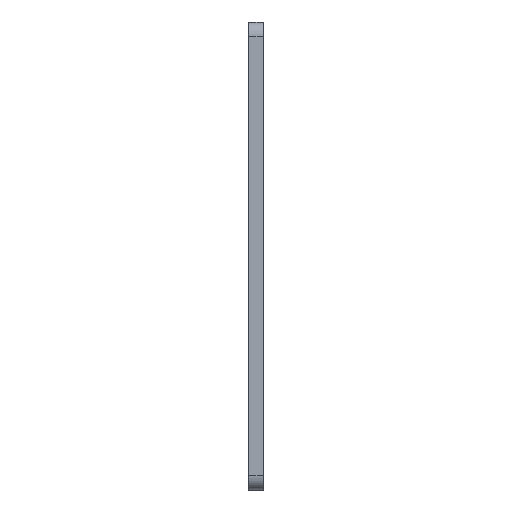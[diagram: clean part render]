
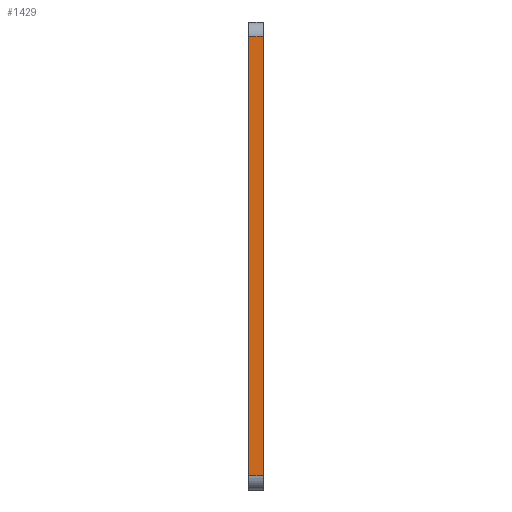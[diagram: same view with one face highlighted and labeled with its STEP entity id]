
A CAD part, left-side view. The second image highlights one B-rep face of the part: STEP entity #1429.
In plain terms, the highlighted planar face has unit normal (-1, 0, 0).
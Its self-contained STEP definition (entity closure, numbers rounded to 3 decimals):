
#17 = CARTESIAN_POINT ( 'NONE',  ( 0., 3., 3. ) ) ;
#27 = CARTESIAN_POINT ( 'NONE',  ( 0., 0., 97. ) ) ;
#82 = CARTESIAN_POINT ( 'NONE',  ( 0., 3., 0. ) ) ;
#85 = DIRECTION ( 'NONE',  ( 0., 0., -1. ) ) ;
#122 = EDGE_CURVE ( 'NONE', #344, #1490, #1002, .T. ) ;
#139 = DIRECTION ( 'NONE',  ( 0., 1., 0. ) ) ;
#184 = EDGE_CURVE ( 'NONE', #1318, #1114, #872, .T. ) ;
#220 = PLANE ( 'NONE',  #659 ) ;
#264 = EDGE_LOOP ( 'NONE', ( #601, #519, #1310, #700 ) ) ;
#344 = VERTEX_POINT ( 'NONE', #17 ) ;
#362 = EDGE_CURVE ( 'NONE', #1114, #1490, #716, .T. ) ;
#397 = VECTOR ( 'NONE', #961, 1000. ) ;
#519 = ORIENTED_EDGE ( 'NONE', *, *, #362, .T. ) ;
#580 = CARTESIAN_POINT ( 'NONE',  ( 0., 0., 0. ) ) ;
#598 = DIRECTION ( 'NONE',  ( 0., 0., 1. ) ) ;
#601 = ORIENTED_EDGE ( 'NONE', *, *, #184, .T. ) ;
#659 = AXIS2_PLACEMENT_3D ( 'NONE', #1307, #1202, #85 ) ;
#700 = ORIENTED_EDGE ( 'NONE', *, *, #1413, .T. ) ;
#716 = LINE ( 'NONE', #779, #1124 ) ;
#779 = CARTESIAN_POINT ( 'NONE',  ( 0., 3., 97. ) ) ;
#872 = LINE ( 'NONE', #580, #1328 ) ;
#961 = DIRECTION ( 'NONE',  ( 0., -1., 0. ) ) ;
#1002 = LINE ( 'NONE', #82, #1539 ) ;
#1114 = VERTEX_POINT ( 'NONE', #27 ) ;
#1124 = VECTOR ( 'NONE', #139, 1000. ) ;
#1142 = FACE_OUTER_BOUND ( 'NONE', #264, .T. ) ;
#1198 = CARTESIAN_POINT ( 'NONE',  ( 0., 3., 3. ) ) ;
#1202 = DIRECTION ( 'NONE',  ( 1., 0., 0. ) ) ;
#1307 = CARTESIAN_POINT ( 'NONE',  ( 0., 3., 0. ) ) ;
#1310 = ORIENTED_EDGE ( 'NONE', *, *, #122, .F. ) ;
#1318 = VERTEX_POINT ( 'NONE', #1534 ) ;
#1321 = CARTESIAN_POINT ( 'NONE',  ( 0., 3., 97. ) ) ;
#1328 = VECTOR ( 'NONE', #1464, 1000. ) ;
#1396 = LINE ( 'NONE', #1198, #397 ) ;
#1413 = EDGE_CURVE ( 'NONE', #344, #1318, #1396, .T. ) ;
#1429 = ADVANCED_FACE ( 'NONE', ( #1142 ), #220, .F. ) ;
#1464 = DIRECTION ( 'NONE',  ( 0., 0., 1. ) ) ;
#1490 = VERTEX_POINT ( 'NONE', #1321 ) ;
#1534 = CARTESIAN_POINT ( 'NONE',  ( 0., 0., 3. ) ) ;
#1539 = VECTOR ( 'NONE', #598, 1000. ) ;
